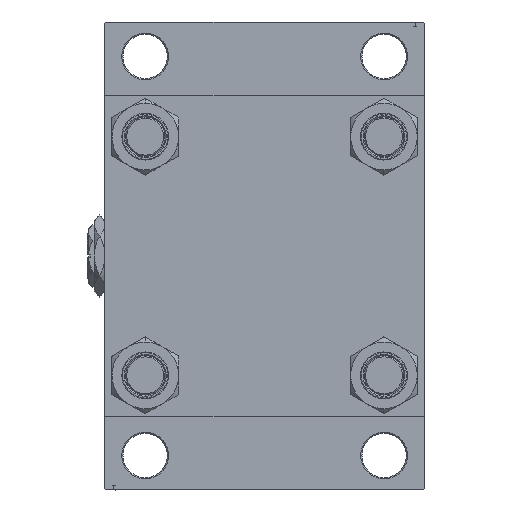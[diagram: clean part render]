
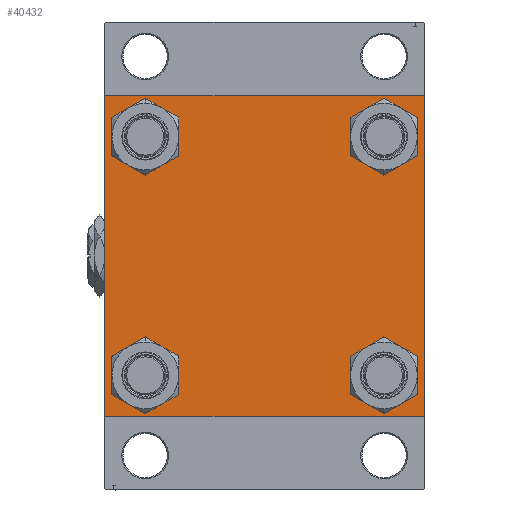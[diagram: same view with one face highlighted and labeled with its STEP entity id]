
A CAD part, left-side view. The second image highlights one B-rep face of the part: STEP entity #40432.
In plain terms, the highlighted planar face has unit normal (-1, 0, 0).
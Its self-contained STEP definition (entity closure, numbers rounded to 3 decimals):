
#181 = VERTEX_POINT ( 'NONE', #8662 ) ;
#279 = ORIENTED_EDGE ( 'NONE', *, *, #11243, .T. ) ;
#430 = EDGE_CURVE ( 'NONE', #41149, #49336, #49009, .T. ) ;
#613 = DIRECTION ( 'NONE',  ( 0., -1., 0. ) ) ;
#1436 = CARTESIAN_POINT ( 'NONE',  ( 0., 0., 0. ) ) ;
#2022 = CIRCLE ( 'NONE', #23093, 8.5 ) ;
#2444 = ORIENTED_EDGE ( 'NONE', *, *, #47839, .T. ) ;
#2798 = AXIS2_PLACEMENT_3D ( 'NONE', #41097, #37300, #45166 ) ;
#3058 = DIRECTION ( 'NONE',  ( 0., 0., -1. ) ) ;
#3127 = EDGE_CURVE ( 'NONE', #34650, #25499, #15000, .T. ) ;
#3242 = FACE_BOUND ( 'NONE', #23842, .T. ) ;
#3512 = VECTOR ( 'NONE', #5387, 1000. ) ;
#4171 = LINE ( 'NONE', #12285, #19122 ) ;
#4859 = EDGE_CURVE ( 'NONE', #25499, #34650, #43461, .T. ) ;
#5232 = DIRECTION ( 'NONE',  ( 0., 0., 1. ) ) ;
#5387 = DIRECTION ( 'NONE',  ( 0., -0.707, 0.707 ) ) ;
#5432 = ORIENTED_EDGE ( 'NONE', *, *, #50084, .T. ) ;
#5491 = FACE_BOUND ( 'NONE', #38135, .T. ) ;
#6031 = CARTESIAN_POINT ( 'NONE',  ( 0., 65., 65. ) ) ;
#6953 = VERTEX_POINT ( 'NONE', #13749 ) ;
#7014 = ORIENTED_EDGE ( 'NONE', *, *, #23533, .T. ) ;
#7201 = EDGE_LOOP ( 'NONE', ( #47406, #20235 ) ) ;
#8242 = DIRECTION ( 'NONE',  ( 0., 0., 1. ) ) ;
#8348 = CARTESIAN_POINT ( 'NONE',  ( 0., -48.45, 39.95 ) ) ;
#8546 = VERTEX_POINT ( 'NONE', #10572 ) ;
#8592 = CARTESIAN_POINT ( 'NONE',  ( 0., 64.5, -65. ) ) ;
#8662 = CARTESIAN_POINT ( 'NONE',  ( 0., 48.45, -39.95 ) ) ;
#8941 = DIRECTION ( 'NONE',  ( 0., 0., 1. ) ) ;
#10101 = CARTESIAN_POINT ( 'NONE',  ( 0., 64.75, 64.75 ) ) ;
#10229 = CARTESIAN_POINT ( 'NONE',  ( 0., -65., -64.5 ) ) ;
#10493 = EDGE_CURVE ( 'NONE', #48321, #6953, #45382, .T. ) ;
#10572 = CARTESIAN_POINT ( 'NONE',  ( 0., -48.45, -56.95 ) ) ;
#10585 = LINE ( 'NONE', #49198, #23124 ) ;
#11243 = EDGE_CURVE ( 'NONE', #37823, #8546, #44363, .T. ) ;
#12285 = CARTESIAN_POINT ( 'NONE',  ( 0., 65., -65. ) ) ;
#12585 = AXIS2_PLACEMENT_3D ( 'NONE', #16007, #38593, #34784 ) ;
#13448 = ORIENTED_EDGE ( 'NONE', *, *, #38623, .T. ) ;
#13661 = CIRCLE ( 'NONE', #35548, 8.5 ) ;
#13749 = CARTESIAN_POINT ( 'NONE',  ( 0., -64.5, 65. ) ) ;
#15000 = CIRCLE ( 'NONE', #12585, 8.5 ) ;
#16007 = CARTESIAN_POINT ( 'NONE',  ( 0., -48.45, 48.45 ) ) ;
#16488 = EDGE_CURVE ( 'NONE', #181, #16919, #42181, .T. ) ;
#16919 = VERTEX_POINT ( 'NONE', #27554 ) ;
#17818 = CARTESIAN_POINT ( 'NONE',  ( 0., -65., 65. ) ) ;
#17929 = EDGE_CURVE ( 'NONE', #42128, #25135, #48527, .T. ) ;
#18970 = FACE_BOUND ( 'NONE', #22889, .T. ) ;
#18994 = VECTOR ( 'NONE', #33212, 1000. ) ;
#19122 = VECTOR ( 'NONE', #613, 1000. ) ;
#20128 = LINE ( 'NONE', #24658, #3512 ) ;
#20235 = ORIENTED_EDGE ( 'NONE', *, *, #4859, .T. ) ;
#20471 = CARTESIAN_POINT ( 'NONE',  ( 0., 48.45, -48.45 ) ) ;
#20622 = DIRECTION ( 'NONE',  ( 1., 0., 0. ) ) ;
#21889 = AXIS2_PLACEMENT_3D ( 'NONE', #20471, #47646, #24283 ) ;
#22293 = DIRECTION ( 'NONE',  ( 0., -0.707, -0.707 ) ) ;
#22465 = AXIS2_PLACEMENT_3D ( 'NONE', #39997, #47642, #5232 ) ;
#22529 = FACE_BOUND ( 'NONE', #7201, .T. ) ;
#22889 = EDGE_LOOP ( 'NONE', ( #24371, #45642 ) ) ;
#23093 = AXIS2_PLACEMENT_3D ( 'NONE', #34119, #49127, #41486 ) ;
#23124 = VECTOR ( 'NONE', #25560, 1000. ) ;
#23150 = CARTESIAN_POINT ( 'NONE',  ( 0., 65., 64.5 ) ) ;
#23533 = EDGE_CURVE ( 'NONE', #30384, #27053, #20128, .T. ) ;
#23842 = EDGE_LOOP ( 'NONE', ( #279, #13448 ) ) ;
#23993 = CARTESIAN_POINT ( 'NONE',  ( 0., -48.45, -48.45 ) ) ;
#24283 = DIRECTION ( 'NONE',  ( 0., 0., 1. ) ) ;
#24284 = FACE_OUTER_BOUND ( 'NONE', #28235, .T. ) ;
#24371 = ORIENTED_EDGE ( 'NONE', *, *, #16488, .T. ) ;
#24658 = CARTESIAN_POINT ( 'NONE',  ( 0., -64.75, -64.75 ) ) ;
#25135 = VERTEX_POINT ( 'NONE', #35620 ) ;
#25499 = VERTEX_POINT ( 'NONE', #8348 ) ;
#25560 = DIRECTION ( 'NONE',  ( 0., 0.707, 0.707 ) ) ;
#25706 = CARTESIAN_POINT ( 'NONE',  ( 0., 48.45, -48.45 ) ) ;
#25711 = CARTESIAN_POINT ( 'NONE',  ( 0., -65., 64.5 ) ) ;
#26135 = LINE ( 'NONE', #17818, #28603 ) ;
#26303 = EDGE_CURVE ( 'NONE', #48321, #42128, #44649, .T. ) ;
#27053 = VERTEX_POINT ( 'NONE', #10229 ) ;
#27280 = CARTESIAN_POINT ( 'NONE',  ( 0., 64.5, 65. ) ) ;
#27320 = EDGE_CURVE ( 'NONE', #34716, #27053, #26135, .T. ) ;
#27554 = CARTESIAN_POINT ( 'NONE',  ( 0., 48.45, -56.95 ) ) ;
#27880 = AXIS2_PLACEMENT_3D ( 'NONE', #25706, #33091, #48597 ) ;
#28037 = AXIS2_PLACEMENT_3D ( 'NONE', #32297, #20622, #8941 ) ;
#28235 = EDGE_LOOP ( 'NONE', ( #35402, #43026, #2444, #7014, #29378, #5432, #46718, #34882 ) ) ;
#28559 = DIRECTION ( 'NONE',  ( -1., 0., 0. ) ) ;
#28603 = VECTOR ( 'NONE', #44708, 1000. ) ;
#29376 = EDGE_CURVE ( 'NONE', #16919, #181, #35169, .T. ) ;
#29378 = ORIENTED_EDGE ( 'NONE', *, *, #27320, .F. ) ;
#29969 = EDGE_CURVE ( 'NONE', #25135, #48902, #45411, .T. ) ;
#30024 = VECTOR ( 'NONE', #3058, 1000. ) ;
#30261 = ORIENTED_EDGE ( 'NONE', *, *, #430, .T. ) ;
#30384 = VERTEX_POINT ( 'NONE', #44471 ) ;
#32014 = CARTESIAN_POINT ( 'NONE',  ( 0., 48.45, 39.95 ) ) ;
#32124 = CARTESIAN_POINT ( 'NONE',  ( 0., 48.45, 56.95 ) ) ;
#32297 = CARTESIAN_POINT ( 'NONE',  ( 0., -48.45, 48.45 ) ) ;
#32945 = DIRECTION ( 'NONE',  ( 0., -1., 0. ) ) ;
#33091 = DIRECTION ( 'NONE',  ( 1., 0., 0. ) ) ;
#33212 = DIRECTION ( 'NONE',  ( 0., 0.707, -0.707 ) ) ;
#34119 = CARTESIAN_POINT ( 'NONE',  ( 0., 48.45, 48.45 ) ) ;
#34650 = VERTEX_POINT ( 'NONE', #47336 ) ;
#34716 = VERTEX_POINT ( 'NONE', #25711 ) ;
#34784 = DIRECTION ( 'NONE',  ( 0., 0., 1. ) ) ;
#34882 = ORIENTED_EDGE ( 'NONE', *, *, #26303, .T. ) ;
#35169 = CIRCLE ( 'NONE', #27880, 8.5 ) ;
#35402 = ORIENTED_EDGE ( 'NONE', *, *, #17929, .T. ) ;
#35548 = AXIS2_PLACEMENT_3D ( 'NONE', #23993, #43030, #8242 ) ;
#35620 = CARTESIAN_POINT ( 'NONE',  ( 0., 65., -64.5 ) ) ;
#36420 = CARTESIAN_POINT ( 'NONE',  ( 0., -48.45, -39.95 ) ) ;
#36854 = VECTOR ( 'NONE', #22293, 1000. ) ;
#37300 = DIRECTION ( 'NONE',  ( 1., 0., 0. ) ) ;
#37823 = VERTEX_POINT ( 'NONE', #36420 ) ;
#37838 = CARTESIAN_POINT ( 'NONE',  ( 0., 65., 65. ) ) ;
#38135 = EDGE_LOOP ( 'NONE', ( #38789, #30261 ) ) ;
#38277 = CARTESIAN_POINT ( 'NONE',  ( 0., 64.75, -64.75 ) ) ;
#38593 = DIRECTION ( 'NONE',  ( 1., 0., 0. ) ) ;
#38623 = EDGE_CURVE ( 'NONE', #8546, #37823, #13661, .T. ) ;
#38789 = ORIENTED_EDGE ( 'NONE', *, *, #46724, .T. ) ;
#39997 = CARTESIAN_POINT ( 'NONE',  ( 0., -48.45, -48.45 ) ) ;
#40001 = DIRECTION ( 'NONE',  ( 0., 0., 1. ) ) ;
#40432 = ADVANCED_FACE ( 'NONE', ( #22529, #3242, #18970, #5491, #24284 ), #47134, .T. ) ;
#41097 = CARTESIAN_POINT ( 'NONE',  ( 0., 48.45, 48.45 ) ) ;
#41149 = VERTEX_POINT ( 'NONE', #32014 ) ;
#41486 = DIRECTION ( 'NONE',  ( 0., 0., 1. ) ) ;
#42128 = VERTEX_POINT ( 'NONE', #23150 ) ;
#42181 = CIRCLE ( 'NONE', #21889, 8.5 ) ;
#43026 = ORIENTED_EDGE ( 'NONE', *, *, #29969, .T. ) ;
#43030 = DIRECTION ( 'NONE',  ( 1., 0., 0. ) ) ;
#43461 = CIRCLE ( 'NONE', #28037, 8.5 ) ;
#44363 = CIRCLE ( 'NONE', #22465, 8.5 ) ;
#44471 = CARTESIAN_POINT ( 'NONE',  ( 0., -64.5, -65. ) ) ;
#44649 = LINE ( 'NONE', #10101, #18994 ) ;
#44708 = DIRECTION ( 'NONE',  ( 0., 0., -1. ) ) ;
#45166 = DIRECTION ( 'NONE',  ( 0., 0., 1. ) ) ;
#45382 = LINE ( 'NONE', #6031, #46781 ) ;
#45411 = LINE ( 'NONE', #38277, #36854 ) ;
#45642 = ORIENTED_EDGE ( 'NONE', *, *, #29376, .T. ) ;
#46718 = ORIENTED_EDGE ( 'NONE', *, *, #10493, .F. ) ;
#46724 = EDGE_CURVE ( 'NONE', #49336, #41149, #2022, .T. ) ;
#46781 = VECTOR ( 'NONE', #32945, 1000. ) ;
#47134 = PLANE ( 'NONE',  #50093 ) ;
#47336 = CARTESIAN_POINT ( 'NONE',  ( 0., -48.45, 56.95 ) ) ;
#47406 = ORIENTED_EDGE ( 'NONE', *, *, #3127, .T. ) ;
#47642 = DIRECTION ( 'NONE',  ( 1., 0., 0. ) ) ;
#47646 = DIRECTION ( 'NONE',  ( 1., 0., 0. ) ) ;
#47839 = EDGE_CURVE ( 'NONE', #48902, #30384, #4171, .T. ) ;
#48321 = VERTEX_POINT ( 'NONE', #27280 ) ;
#48527 = LINE ( 'NONE', #37838, #30024 ) ;
#48597 = DIRECTION ( 'NONE',  ( 0., 0., 1. ) ) ;
#48902 = VERTEX_POINT ( 'NONE', #8592 ) ;
#49009 = CIRCLE ( 'NONE', #2798, 8.5 ) ;
#49127 = DIRECTION ( 'NONE',  ( 1., 0., 0. ) ) ;
#49198 = CARTESIAN_POINT ( 'NONE',  ( 0., -64.75, 64.75 ) ) ;
#49336 = VERTEX_POINT ( 'NONE', #32124 ) ;
#50084 = EDGE_CURVE ( 'NONE', #34716, #6953, #10585, .T. ) ;
#50093 = AXIS2_PLACEMENT_3D ( 'NONE', #1436, #28559, #40001 ) ;
